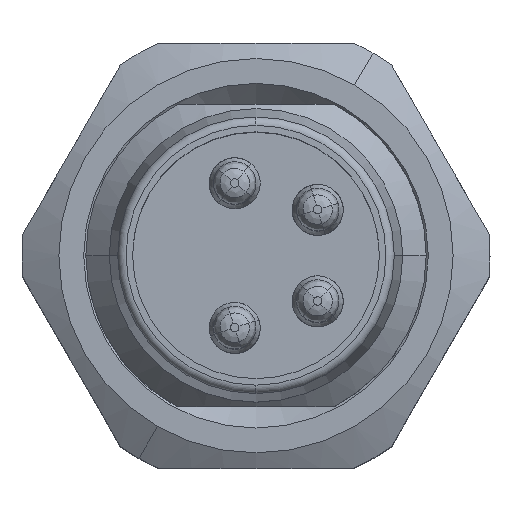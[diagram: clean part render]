
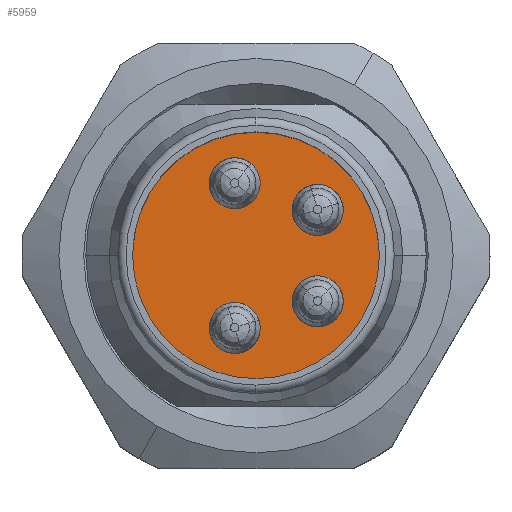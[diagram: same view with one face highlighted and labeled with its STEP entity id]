
A CAD part, top view. The second image highlights one B-rep face of the part: STEP entity #5959.
In plain terms, the highlighted planar face has unit normal (0, 0, 1).
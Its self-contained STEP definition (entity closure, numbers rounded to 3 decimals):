
#1419=AXIS2_PLACEMENT_3D('Plane Axis2P3D',#1416,#1417,#1418) ;
#5861=AXIS2_PLACEMENT_3D('Circle Axis2P3D',#5859,#5860,$) ;
#5892=AXIS2_PLACEMENT_3D('Circle Axis2P3D',#5890,#5891,$) ;
#1416=CARTESIAN_POINT('Axis2P3D Location',(5.5,3.563,15.)) ;
#5859=CARTESIAN_POINT('Axis2P3D Location',(5.5,5.,15.)) ;
#5863=CARTESIAN_POINT('Vertex',(2.6,5.,15.)) ;
#5865=CARTESIAN_POINT('Vertex',(8.4,5.,15.)) ;
#5890=CARTESIAN_POINT('Axis2P3D Location',(5.5,5.,15.)) ;
#1417=DIRECTION('Axis2P3D Direction',(0.,0.,1.)) ;
#1418=DIRECTION('Axis2P3D XDirection',(-1.,0.,0.)) ;
#5860=DIRECTION('Axis2P3D Direction',(0.,0.,1.)) ;
#5891=DIRECTION('Axis2P3D Direction',(0.,0.,1.)) ;
#5956=ORIENTED_EDGE('',*,*,#5867,.F.) ;
#5957=ORIENTED_EDGE('',*,*,#5894,.F.) ;
#5959=ADVANCED_FACE('Hauptkoerper',(#5958),#1420,.T.) ;
#5862=CIRCLE('generated circle',#5861,2.9) ;
#5893=CIRCLE('generated circle',#5892,2.9) ;
#5867=EDGE_CURVE('',#5864,#5866,#5862,.F.) ;
#5894=EDGE_CURVE('',#5866,#5864,#5893,.F.) ;
#5955=EDGE_LOOP('',(#5956,#5957)) ;
#5958=FACE_OUTER_BOUND('',#5955,.T.) ;
#1420=PLANE('',#1419) ;
#5864=VERTEX_POINT('',#5863) ;
#5866=VERTEX_POINT('',#5865) ;
